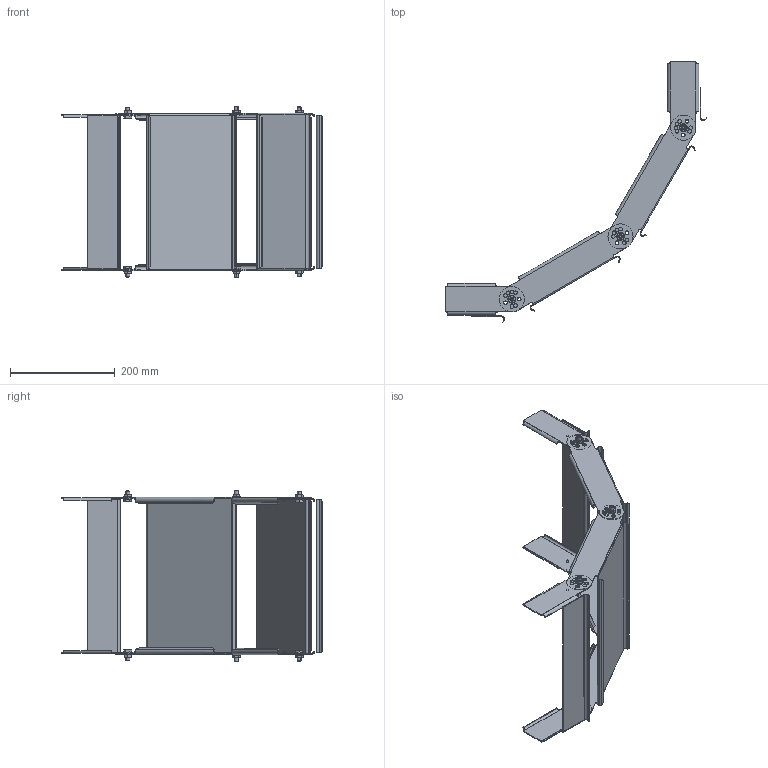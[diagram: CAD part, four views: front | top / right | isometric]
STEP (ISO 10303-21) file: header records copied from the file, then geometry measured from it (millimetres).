
FILE_DESCRIPTION((''),'2;1');
FILE_NAME('7006365_ORG_ASM','2012-06-21T',('AndreasKeweloh'),(''),'PRO/ENGINEER BY PARAMETRIC TECHNOLOGY CORPORATION, 2012060','PRO/ENGINEER BY PARAMETRIC TECHNOLOGY CORPORATION, 2012060','');
FILE_SCHEMA(('CONFIG_CONTROL_DESIGN'));
Length unit declared in the file: millimetre
Products named in the file (8): PRT0008; PRT0009; KTS_07_061-002_BODENENDBLECH_30; PRT0011; PRT0012; PRT0013; ASM0003_ASM; 7006365_ORG_ASM
Assembly tree (27 placements, depth 3):
  7006365_ORG_ASM
    ASM0003_ASM
      PRT0008  x4
      PRT0009  x2
      KTS_07_061-002_BODENENDBLECH_30  x2
      PRT0011  x6
      PRT0012  x6
      PRT0013  x6
Bounding box: 499.33 x 499.33 x 328.25 mm (x, y, z)
Volume: 366668.1 mm3; surface area: 566130.4 mm2
Topology: 26 solids, 26 shells, 1150 faces, 3128 edges, 1864 vertices
Faces by surface type: plane 482, cylinder 320, bspline 208, cone 128, torus 12
Entity records: 11657 total; most frequent: CARTESIAN_POINT 3733, DIRECTION 1611, ORIENTED_EDGE 1598, EDGE_CURVE 799, AXIS2_PLACEMENT_3D 609, VERTEX_POINT 503, VECTOR 393, LINE 393
